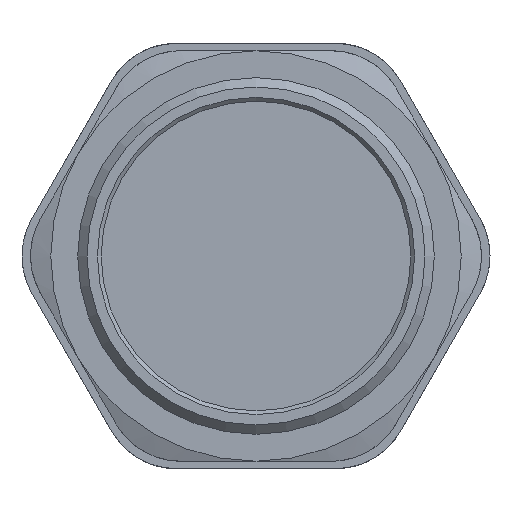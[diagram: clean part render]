
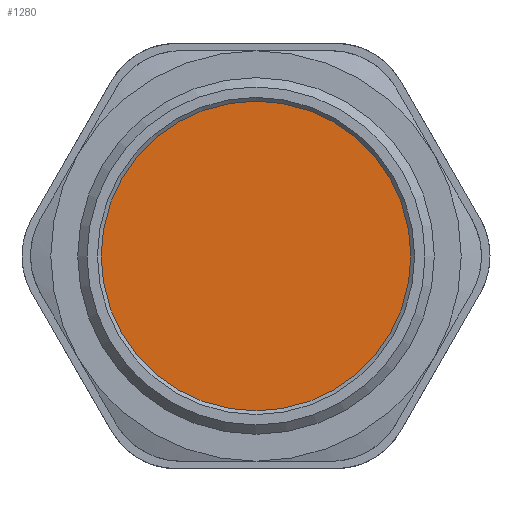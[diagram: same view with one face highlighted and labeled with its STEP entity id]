
A CAD part, front view. The second image highlights one B-rep face of the part: STEP entity #1280.
In plain terms, the highlighted planar face has unit normal (0, -1, 0).
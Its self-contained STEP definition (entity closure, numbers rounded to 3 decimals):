
#155=FACE_OUTER_BOUND('',#235,.T.);
#235=EDGE_LOOP('',(#807));
#436=CIRCLE('',#1388,20.75);
#497=VERTEX_POINT('',#1868);
#617=EDGE_CURVE('',#497,#497,#436,.T.);
#807=ORIENTED_EDGE('',*,*,#617,.T.);
#1175=PLANE('',#1387);
#1280=ADVANCED_FACE('',(#155),#1175,.F.);
#1387=AXIS2_PLACEMENT_3D('',#1867,#1539,#1540);
#1388=AXIS2_PLACEMENT_3D('',#1869,#1541,#1542);
#1539=DIRECTION('center_axis',(0.,1.,0.));
#1540=DIRECTION('ref_axis',(0.,0.,1.));
#1541=DIRECTION('center_axis',(0.,-1.,0.));
#1542=DIRECTION('ref_axis',(-1.,0.,0.));
#1867=CARTESIAN_POINT('Origin',(-1.108,-5.321,0.));
#1868=CARTESIAN_POINT('',(19.642,-5.321,0.));
#1869=CARTESIAN_POINT('Origin',(-1.108,-5.321,0.));
